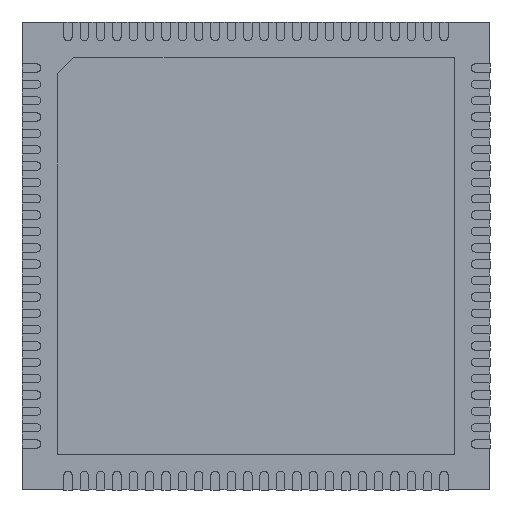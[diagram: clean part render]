
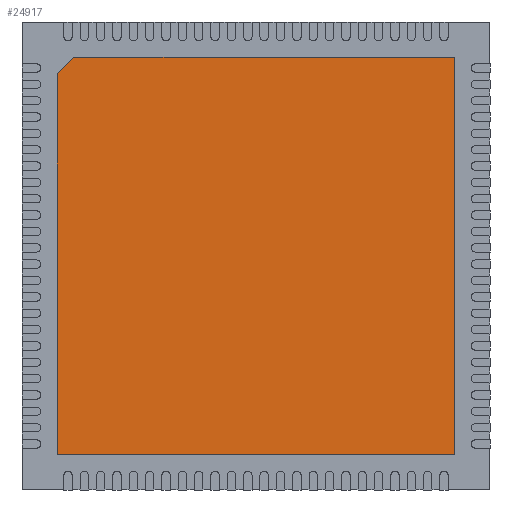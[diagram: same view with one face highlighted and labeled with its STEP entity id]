
A CAD part, front view. The second image highlights one B-rep face of the part: STEP entity #24917.
In plain terms, the highlighted planar face has unit normal (0, -1, 0).
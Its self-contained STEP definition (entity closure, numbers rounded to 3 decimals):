
#1738 = CARTESIAN_POINT ( 'NONE',  ( -4.25, -0.02, 4.25 ) ) ;
#2498 = DIRECTION ( 'NONE',  ( 0., 0., -1. ) ) ;
#3143 = EDGE_CURVE ( 'NONE', #11246, #14488, #5694, .T. ) ;
#3710 = ORIENTED_EDGE ( 'NONE', *, *, #11084, .F. ) ;
#3900 = LINE ( 'NONE', #26055, #17037 ) ;
#3968 = ORIENTED_EDGE ( 'NONE', *, *, #24457, .F. ) ;
#4318 = DIRECTION ( 'NONE',  ( 1., 0., 0. ) ) ;
#4321 = EDGE_CURVE ( 'NONE', #8056, #27816, #18850, .T. ) ;
#5694 = LINE ( 'NONE', #25019, #18937 ) ;
#5718 = LINE ( 'NONE', #1738, #23875 ) ;
#6953 = AXIS2_PLACEMENT_3D ( 'NONE', #22095, #20385, #2498 ) ;
#7695 = DIRECTION ( 'NONE',  ( 0.707, 0., 0.707 ) ) ;
#8056 = VERTEX_POINT ( 'NONE', #21034 ) ;
#8121 = VECTOR ( 'NONE', #16724, 1000. ) ;
#8419 = DIRECTION ( 'NONE',  ( 0., 0., 1. ) ) ;
#8915 = ORIENTED_EDGE ( 'NONE', *, *, #4321, .F. ) ;
#11084 = EDGE_CURVE ( 'NONE', #27816, #11246, #5718, .T. ) ;
#11246 = VERTEX_POINT ( 'NONE', #21294 ) ;
#12903 = ORIENTED_EDGE ( 'NONE', *, *, #26333, .F. ) ;
#14488 = VERTEX_POINT ( 'NONE', #27857 ) ;
#14872 = DIRECTION ( 'NONE',  ( 0., 0., -1. ) ) ;
#15190 = VECTOR ( 'NONE', #14872, 1000. ) ;
#16714 = VERTEX_POINT ( 'NONE', #18235 ) ;
#16724 = DIRECTION ( 'NONE',  ( -1., 0., 0. ) ) ;
#17037 = VECTOR ( 'NONE', #4318, 1000. ) ;
#18235 = CARTESIAN_POINT ( 'NONE',  ( 4.25, -0.02, 4.25 ) ) ;
#18850 = LINE ( 'NONE', #27387, #8121 ) ;
#18937 = VECTOR ( 'NONE', #7695, 1000. ) ;
#19407 = PLANE ( 'NONE',  #6953 ) ;
#20160 = ORIENTED_EDGE ( 'NONE', *, *, #3143, .F. ) ;
#20385 = DIRECTION ( 'NONE',  ( 0., -1., 0. ) ) ;
#20688 = CARTESIAN_POINT ( 'NONE',  ( -4.25, -0.02, -4.25 ) ) ;
#21034 = CARTESIAN_POINT ( 'NONE',  ( 4.25, -0.02, -4.25 ) ) ;
#21294 = CARTESIAN_POINT ( 'NONE',  ( -4.25, -0.02, 3.9 ) ) ;
#22095 = CARTESIAN_POINT ( 'NONE',  ( 0., -0.02, 0. ) ) ;
#23845 = CARTESIAN_POINT ( 'NONE',  ( 4.25, -0.02, -4.25 ) ) ;
#23875 = VECTOR ( 'NONE', #8419, 1000. ) ;
#23979 = EDGE_LOOP ( 'NONE', ( #12903, #20160, #3710, #8915, #3968 ) ) ;
#24457 = EDGE_CURVE ( 'NONE', #16714, #8056, #24591, .T. ) ;
#24591 = LINE ( 'NONE', #23845, #15190 ) ;
#24917 = ADVANCED_FACE ( 'NONE', ( #27932 ), #19407, .T. ) ;
#25019 = CARTESIAN_POINT ( 'NONE',  ( -4.075, -0.02, 4.075 ) ) ;
#26055 = CARTESIAN_POINT ( 'NONE',  ( 4.25, -0.02, 4.25 ) ) ;
#26333 = EDGE_CURVE ( 'NONE', #14488, #16714, #3900, .T. ) ;
#27387 = CARTESIAN_POINT ( 'NONE',  ( -4.25, -0.02, -4.25 ) ) ;
#27816 = VERTEX_POINT ( 'NONE', #20688 ) ;
#27857 = CARTESIAN_POINT ( 'NONE',  ( -3.9, -0.02, 4.25 ) ) ;
#27932 = FACE_OUTER_BOUND ( 'NONE', #23979, .T. ) ;
